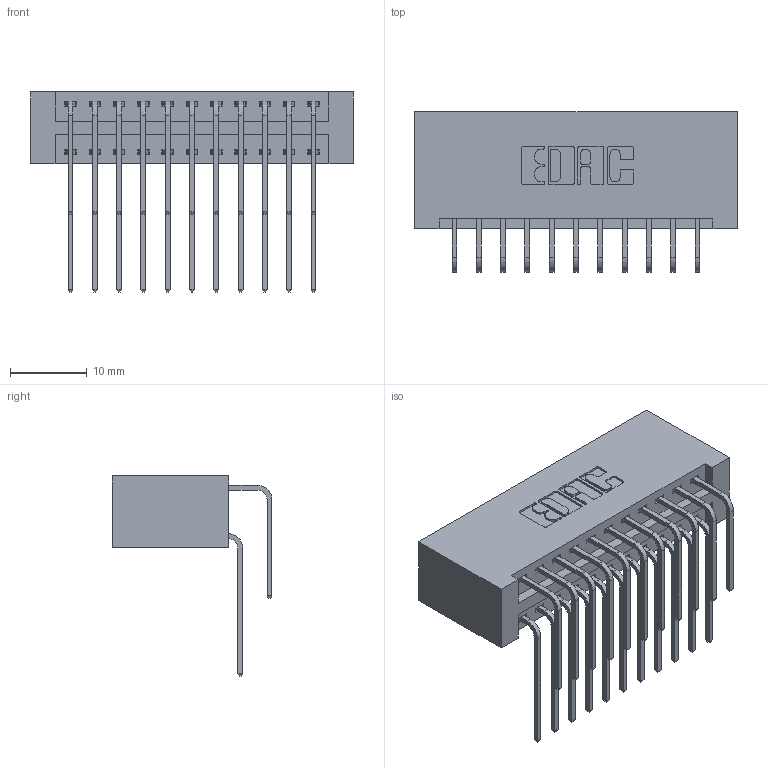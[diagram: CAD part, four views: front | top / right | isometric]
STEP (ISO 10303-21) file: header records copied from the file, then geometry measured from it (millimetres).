
FILE_DESCRIPTION (( 'STEP AP203' ), '1' );
FILE_NAME ('396-022-559-201.STEP', '2019-11-02T14:53:49', ( '' ), ( '' ), 'SwSTEP 2.0', 'SolidWorks 2016', '' );
FILE_SCHEMA (( 'CONFIG_CONTROL_DESIGN' ));
Length unit declared in the file: inch
Products named in the file (4): 345-292-001_559 Tail - 2; 345-292-001_558 559 Tail - 1; 396-022-559-201; 346 Part_No Mounting Lugs
Assembly tree (23 placements, depth 2):
  396-022-559-201
    346 Part_No Mounting Lugs
    345-292-001_558 559 Tail - 1  x11
    345-292-001_559 Tail - 2  x11
Bounding box: 42.16 x 20.89 x 26.16 mm (x, y, z)
Volume: 4570.9 mm3; surface area: 6567.8 mm2
Topology: 23 solids, 23 shells, 1302 faces, 3847 edges, 2534 vertices
Faces by surface type: plane 886, cylinder 416
Entity records: 12859 total; most frequent: CARTESIAN_POINT 2211, ORIENTED_EDGE 2094, DIRECTION 1967, EDGE_CURVE 1047, LINE 839, VECTOR 839, VERTEX_POINT 694, AXIS2_PLACEMENT_3D 564
